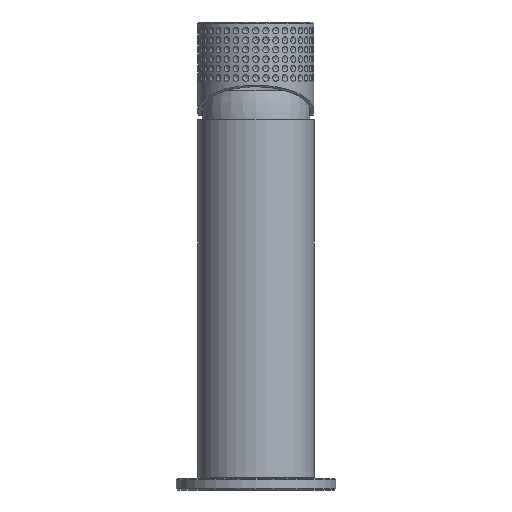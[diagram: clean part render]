
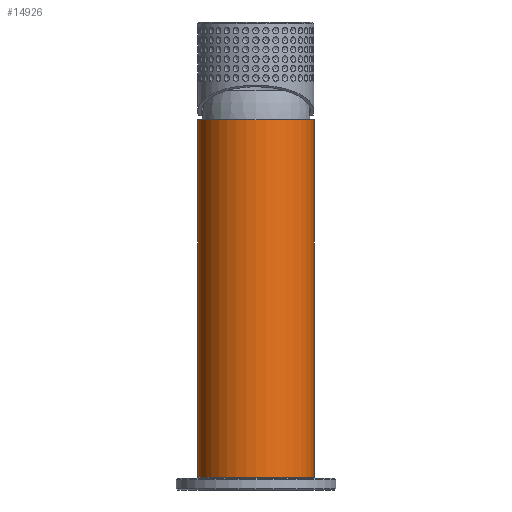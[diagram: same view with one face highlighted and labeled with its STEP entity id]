
A CAD part, front view. The second image highlights one B-rep face of the part: STEP entity #14926.
In plain terms, the highlighted cylindrical face has radius 20 mm (diameter 40 mm), a full revolution.
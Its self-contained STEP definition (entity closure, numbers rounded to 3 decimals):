
#959=LINE('',#34617,#1755);
#960=LINE('',#34630,#1756);
#1755=VECTOR('',#28831,1000.);
#1756=VECTOR('',#28832,1000.);
#1986=B_SPLINE_CURVE_WITH_KNOTS('',3,(#34620,#34621,#34622,#34623,#34624,
#34625,#34626,#34627,#34628),.UNSPECIFIED.,.F.,.F.,(4,1,1,1,1,1,4),(0.,
0.005,0.007,0.009,0.012,
0.014,0.019),.UNSPECIFIED.);
#1987=B_SPLINE_CURVE_WITH_KNOTS('',3,(#34632,#34633,#34634,#34635,#34636,
#34637,#34638,#34639,#34640),.UNSPECIFIED.,.F.,.F.,(4,1,1,1,1,1,4),(0.,
0.005,0.007,0.009,0.012,
0.014,0.019),.UNSPECIFIED.);
#5379=ORIENTED_EDGE('',*,*,#7762,.T.);
#5380=ORIENTED_EDGE('',*,*,#7763,.T.);
#5381=ORIENTED_EDGE('',*,*,#7764,.F.);
#5382=ORIENTED_EDGE('',*,*,#7765,.T.);
#5383=ORIENTED_EDGE('',*,*,#7766,.F.);
#5384=ORIENTED_EDGE('',*,*,#7767,.T.);
#7762=EDGE_CURVE('',#9268,#9268,#10379,.F.);
#7763=EDGE_CURVE('',#9269,#9269,#10380,.F.);
#7764=EDGE_CURVE('',#9270,#9271,#959,.T.);
#7765=EDGE_CURVE('',#9270,#9272,#1986,.T.);
#7766=EDGE_CURVE('',#9273,#9272,#960,.F.);
#7767=EDGE_CURVE('',#9273,#9271,#1987,.T.);
#9268=VERTEX_POINT('',#34614);
#9269=VERTEX_POINT('',#34616);
#9270=VERTEX_POINT('',#34618);
#9271=VERTEX_POINT('',#34619);
#9272=VERTEX_POINT('',#34629);
#9273=VERTEX_POINT('',#34631);
#10379=CIRCLE('',#24875,20.);
#10380=CIRCLE('',#24876,20.);
#11500=EDGE_LOOP('',(#5379));
#11501=EDGE_LOOP('',(#5380));
#11502=EDGE_LOOP('',(#5381,#5382,#5383,#5384));
#13165=FACE_BOUND('',#11500,.T.);
#13166=FACE_BOUND('',#11501,.T.);
#13167=FACE_BOUND('',#11502,.T.);
#14077=CYLINDRICAL_SURFACE('',#24874,20.);
#14926=ADVANCED_FACE('',(#13165,#13166,#13167),#14077,.T.);
#24874=AXIS2_PLACEMENT_3D('',#34612,#28825,#28826);
#24875=AXIS2_PLACEMENT_3D('',#34613,#28827,#28828);
#24876=AXIS2_PLACEMENT_3D('',#34615,#28829,#28830);
#28825=DIRECTION('',(1.,0.,0.));
#28826=DIRECTION('',(0.,0.,-1.));
#28827=DIRECTION('',(1.,0.,0.));
#28828=DIRECTION('',(0.,0.,-1.));
#28829=DIRECTION('',(-1.,0.,0.));
#28830=DIRECTION('',(0.,0.,1.));
#28831=DIRECTION('',(1.,0.,0.));
#28832=DIRECTION('',(1.,0.,0.));
#34612=CARTESIAN_POINT('',(0.,0.,0.));
#34613=CARTESIAN_POINT('',(-0.15,0.,0.));
#34614=CARTESIAN_POINT('',(-0.15,0.,-20.));
#34615=CARTESIAN_POINT('',(-123.15,0.,0.));
#34616=CARTESIAN_POINT('',(-123.15,0.,20.));
#34617=CARTESIAN_POINT('',(0.,18.8,6.823));
#34618=CARTESIAN_POINT('',(-19.773,18.8,6.823));
#34619=CARTESIAN_POINT('',(-16.227,18.8,6.823));
#34620=CARTESIAN_POINT('',(-19.773,18.8,6.823));
#34621=CARTESIAN_POINT('',(-21.293,18.943,6.429));
#34622=CARTESIAN_POINT('',(-23.291,19.417,5.093));
#34623=CARTESIAN_POINT('',(-24.785,19.905,2.346));
#34624=CARTESIAN_POINT('',(-25.181,20.047,0.008));
#34625=CARTESIAN_POINT('',(-24.789,19.906,-2.336));
#34626=CARTESIAN_POINT('',(-23.294,19.417,-5.091));
#34627=CARTESIAN_POINT('',(-21.293,18.943,-6.429));
#34628=CARTESIAN_POINT('',(-19.773,18.8,-6.823));
#34629=CARTESIAN_POINT('',(-19.773,18.8,-6.823));
#34630=CARTESIAN_POINT('',(0.,18.8,-6.823));
#34631=CARTESIAN_POINT('',(-16.227,18.8,-6.823));
#34632=CARTESIAN_POINT('',(-16.227,18.8,-6.823));
#34633=CARTESIAN_POINT('',(-14.707,18.943,-6.429));
#34634=CARTESIAN_POINT('',(-12.709,19.417,-5.093));
#34635=CARTESIAN_POINT('',(-11.215,19.905,-2.346));
#34636=CARTESIAN_POINT('',(-10.819,20.047,-0.008));
#34637=CARTESIAN_POINT('',(-11.211,19.906,2.336));
#34638=CARTESIAN_POINT('',(-12.706,19.417,5.091));
#34639=CARTESIAN_POINT('',(-14.707,18.943,6.429));
#34640=CARTESIAN_POINT('',(-16.227,18.8,6.823));
